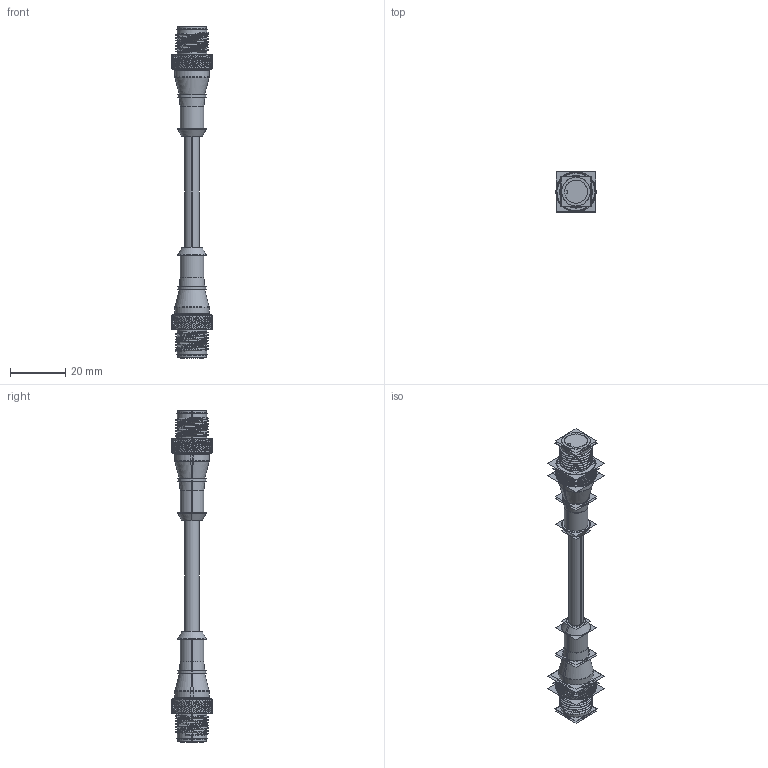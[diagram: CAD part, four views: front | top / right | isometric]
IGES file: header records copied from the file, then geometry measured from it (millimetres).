
Start section:  PTC IGES file: 214823.igs
Global section: file name: 214823.igs; native system: Creo Parametric by PTC Inc.; preprocessor: 2018300; author: pdmadmin; organization: Unknown; date: 20191101.091644; units: millimetre
Bounding box: 14.56 x 14.56 x 120.36 mm (x, y, z)
Volume: 12117.3 mm3; surface area: 761179.3 mm2
Topology: 17 solids, 17 shells, 8468 faces, 48832 edges, 67100 vertices
Faces by surface type: bspline 6020, revolution 2448
